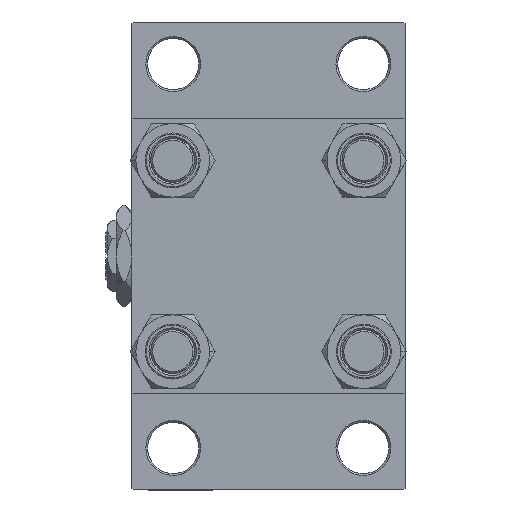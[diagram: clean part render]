
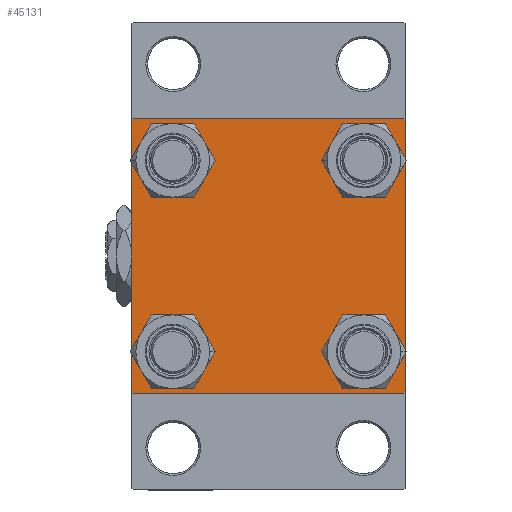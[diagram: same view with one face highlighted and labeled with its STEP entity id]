
A CAD part, left-side view. The second image highlights one B-rep face of the part: STEP entity #45131.
In plain terms, the highlighted planar face has unit normal (-1, 0, 0).
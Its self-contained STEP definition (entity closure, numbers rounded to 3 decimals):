
#456 = VECTOR ( 'NONE', #8322, 1000. ) ;
#964 = CARTESIAN_POINT ( 'NONE',  ( 0., 26.15, -19.65 ) ) ;
#1097 = CARTESIAN_POINT ( 'NONE',  ( 0., 37.5, 37.5 ) ) ;
#1116 = CARTESIAN_POINT ( 'NONE',  ( 0., 37.25, -37.25 ) ) ;
#1227 = VECTOR ( 'NONE', #23164, 1000. ) ;
#1434 = ORIENTED_EDGE ( 'NONE', *, *, #9165, .F. ) ;
#1756 = AXIS2_PLACEMENT_3D ( 'NONE', #44362, #17206, #35916 ) ;
#1866 = VECTOR ( 'NONE', #10934, 1000. ) ;
#2199 = FACE_BOUND ( 'NONE', #3550, .T. ) ;
#2329 = AXIS2_PLACEMENT_3D ( 'NONE', #20152, #46821, #12669 ) ;
#2602 = CARTESIAN_POINT ( 'NONE',  ( 0., 26.15, -32.65 ) ) ;
#3045 = EDGE_CURVE ( 'NONE', #27297, #12998, #32627, .T. ) ;
#3550 = EDGE_LOOP ( 'NONE', ( #45009, #36109 ) ) ;
#3593 = AXIS2_PLACEMENT_3D ( 'NONE', #43652, #39186, #39432 ) ;
#3750 = CIRCLE ( 'NONE', #48291, 6.5 ) ;
#3991 = CARTESIAN_POINT ( 'NONE',  ( 0., -37., -37.5 ) ) ;
#4236 = ORIENTED_EDGE ( 'NONE', *, *, #34840, .T. ) ;
#4350 = LINE ( 'NONE', #1097, #456 ) ;
#4511 = DIRECTION ( 'NONE',  ( 0., 0., 1. ) ) ;
#5103 = DIRECTION ( 'NONE',  ( 0., -0.707, -0.707 ) ) ;
#5198 = AXIS2_PLACEMENT_3D ( 'NONE', #30317, #11349, #30064 ) ;
#5222 = VERTEX_POINT ( 'NONE', #2602 ) ;
#5740 = CIRCLE ( 'NONE', #1756, 6.5 ) ;
#5810 = CIRCLE ( 'NONE', #43243, 6.5 ) ;
#5820 = EDGE_LOOP ( 'NONE', ( #39846, #34545 ) ) ;
#6070 = ORIENTED_EDGE ( 'NONE', *, *, #13551, .F. ) ;
#6192 = CARTESIAN_POINT ( 'NONE',  ( 0., -37.25, -37.25 ) ) ;
#6393 = VERTEX_POINT ( 'NONE', #48788 ) ;
#6959 = CARTESIAN_POINT ( 'NONE',  ( 0., -37.5, -37. ) ) ;
#7151 = EDGE_CURVE ( 'NONE', #20185, #9228, #30638, .T. ) ;
#7218 = ORIENTED_EDGE ( 'NONE', *, *, #35556, .T. ) ;
#7997 = CARTESIAN_POINT ( 'NONE',  ( 0., -26.15, 26.15 ) ) ;
#8322 = DIRECTION ( 'NONE',  ( 0., -1., 0. ) ) ;
#8369 = VECTOR ( 'NONE', #5103, 1000. ) ;
#8662 = VECTOR ( 'NONE', #18149, 1000. ) ;
#8719 = ORIENTED_EDGE ( 'NONE', *, *, #19347, .T. ) ;
#8733 = DIRECTION ( 'NONE',  ( 1., 0., 0. ) ) ;
#9165 = EDGE_CURVE ( 'NONE', #46794, #44371, #4350, .T. ) ;
#9222 = VECTOR ( 'NONE', #12800, 1000. ) ;
#9228 = VERTEX_POINT ( 'NONE', #21029 ) ;
#10934 = DIRECTION ( 'NONE',  ( 0., 0.707, 0.707 ) ) ;
#11349 = DIRECTION ( 'NONE',  ( 1., 0., 0. ) ) ;
#12436 = FACE_BOUND ( 'NONE', #5820, .T. ) ;
#12505 = VERTEX_POINT ( 'NONE', #6959 ) ;
#12605 = EDGE_CURVE ( 'NONE', #20847, #39910, #41355, .T. ) ;
#12669 = DIRECTION ( 'NONE',  ( 0., 0., 1. ) ) ;
#12686 = DIRECTION ( 'NONE',  ( -1., 0., 0. ) ) ;
#12800 = DIRECTION ( 'NONE',  ( 0., 0., -1. ) ) ;
#12998 = VERTEX_POINT ( 'NONE', #46515 ) ;
#13551 = EDGE_CURVE ( 'NONE', #39043, #12505, #31757, .T. ) ;
#13771 = DIRECTION ( 'NONE',  ( 0., 0., 1. ) ) ;
#13984 = VERTEX_POINT ( 'NONE', #33039 ) ;
#15106 = EDGE_CURVE ( 'NONE', #24467, #21116, #3750, .T. ) ;
#15355 = CARTESIAN_POINT ( 'NONE',  ( 0., 37.5, 37. ) ) ;
#15444 = CIRCLE ( 'NONE', #35354, 6.5 ) ;
#16348 = CIRCLE ( 'NONE', #5198, 6.5 ) ;
#16426 = FACE_BOUND ( 'NONE', #40819, .T. ) ;
#17206 = DIRECTION ( 'NONE',  ( 1., 0., 0. ) ) ;
#17289 = EDGE_LOOP ( 'NONE', ( #35391, #7218 ) ) ;
#17358 = ORIENTED_EDGE ( 'NONE', *, *, #27842, .T. ) ;
#18149 = DIRECTION ( 'NONE',  ( 0., -0.707, 0.707 ) ) ;
#18248 = CARTESIAN_POINT ( 'NONE',  ( 0., -26.15, -26.15 ) ) ;
#19306 = ORIENTED_EDGE ( 'NONE', *, *, #15106, .T. ) ;
#19347 = EDGE_CURVE ( 'NONE', #39910, #12505, #49045, .T. ) ;
#19433 = VECTOR ( 'NONE', #33800, 1000. ) ;
#20152 = CARTESIAN_POINT ( 'NONE',  ( 0., -26.15, -26.15 ) ) ;
#20185 = VERTEX_POINT ( 'NONE', #42698 ) ;
#20847 = VERTEX_POINT ( 'NONE', #40733 ) ;
#21029 = CARTESIAN_POINT ( 'NONE',  ( 0., 26.15, 19.65 ) ) ;
#21116 = VERTEX_POINT ( 'NONE', #29225 ) ;
#21852 = DIRECTION ( 'NONE',  ( 1., 0., 0. ) ) ;
#21930 = CARTESIAN_POINT ( 'NONE',  ( 0., -37.25, 37.25 ) ) ;
#22332 = CARTESIAN_POINT ( 'NONE',  ( 0., 37.25, 37.25 ) ) ;
#23164 = DIRECTION ( 'NONE',  ( 0., -1., 0. ) ) ;
#23480 = EDGE_CURVE ( 'NONE', #6393, #13984, #23839, .T. ) ;
#23839 = CIRCLE ( 'NONE', #2329, 6.5 ) ;
#23918 = ORIENTED_EDGE ( 'NONE', *, *, #29792, .T. ) ;
#24467 = VERTEX_POINT ( 'NONE', #39886 ) ;
#24525 = EDGE_CURVE ( 'NONE', #24649, #5222, #5740, .T. ) ;
#24649 = VERTEX_POINT ( 'NONE', #964 ) ;
#25352 = DIRECTION ( 'NONE',  ( 0., 0., 1. ) ) ;
#25444 = CARTESIAN_POINT ( 'NONE',  ( 0., -37.5, 37. ) ) ;
#26699 = EDGE_CURVE ( 'NONE', #21116, #24467, #5810, .T. ) ;
#27127 = ORIENTED_EDGE ( 'NONE', *, *, #26699, .T. ) ;
#27297 = VERTEX_POINT ( 'NONE', #15355 ) ;
#27649 = FACE_OUTER_BOUND ( 'NONE', #34826, .T. ) ;
#27796 = LINE ( 'NONE', #1116, #8369 ) ;
#27842 = EDGE_CURVE ( 'NONE', #39043, #44371, #40611, .T. ) ;
#28125 = CARTESIAN_POINT ( 'NONE',  ( 0., -37., 37.5 ) ) ;
#28767 = EDGE_CURVE ( 'NONE', #13984, #6393, #15444, .T. ) ;
#29225 = CARTESIAN_POINT ( 'NONE',  ( 0., -26.15, 19.65 ) ) ;
#29613 = CARTESIAN_POINT ( 'NONE',  ( 0., 37.5, 37.5 ) ) ;
#29792 = EDGE_CURVE ( 'NONE', #46794, #27297, #40774, .T. ) ;
#29932 = CARTESIAN_POINT ( 'NONE',  ( 0., 26.15, 26.15 ) ) ;
#30064 = DIRECTION ( 'NONE',  ( 0., 0., 1. ) ) ;
#30317 = CARTESIAN_POINT ( 'NONE',  ( 0., 26.15, -26.15 ) ) ;
#30638 = CIRCLE ( 'NONE', #3593, 6.5 ) ;
#30867 = AXIS2_PLACEMENT_3D ( 'NONE', #29932, #48620, #45128 ) ;
#31638 = FACE_BOUND ( 'NONE', #17289, .T. ) ;
#31757 = LINE ( 'NONE', #46951, #9222 ) ;
#32627 = LINE ( 'NONE', #29613, #45600 ) ;
#33039 = CARTESIAN_POINT ( 'NONE',  ( 0., -26.15, -32.65 ) ) ;
#33361 = DIRECTION ( 'NONE',  ( 0., 0., -1. ) ) ;
#33800 = DIRECTION ( 'NONE',  ( 0., 0.707, -0.707 ) ) ;
#34545 = ORIENTED_EDGE ( 'NONE', *, *, #41041, .T. ) ;
#34826 = EDGE_LOOP ( 'NONE', ( #43086, #4236, #43223, #8719, #6070, #17358, #1434, #23918 ) ) ;
#34840 = EDGE_CURVE ( 'NONE', #12998, #20847, #27796, .T. ) ;
#35354 = AXIS2_PLACEMENT_3D ( 'NONE', #18248, #47916, #13771 ) ;
#35391 = ORIENTED_EDGE ( 'NONE', *, *, #24525, .T. ) ;
#35556 = EDGE_CURVE ( 'NONE', #5222, #24649, #16348, .T. ) ;
#35916 = DIRECTION ( 'NONE',  ( 0., 0., 1. ) ) ;
#36109 = ORIENTED_EDGE ( 'NONE', *, *, #28767, .T. ) ;
#38038 = AXIS2_PLACEMENT_3D ( 'NONE', #46836, #12686, #43085 ) ;
#38603 = CARTESIAN_POINT ( 'NONE',  ( 0., 37.5, -37.5 ) ) ;
#39043 = VERTEX_POINT ( 'NONE', #25444 ) ;
#39186 = DIRECTION ( 'NONE',  ( 1., 0., 0. ) ) ;
#39432 = DIRECTION ( 'NONE',  ( 0., 0., 1. ) ) ;
#39846 = ORIENTED_EDGE ( 'NONE', *, *, #7151, .T. ) ;
#39886 = CARTESIAN_POINT ( 'NONE',  ( 0., -26.15, 32.65 ) ) ;
#39910 = VERTEX_POINT ( 'NONE', #3991 ) ;
#40611 = LINE ( 'NONE', #21930, #1866 ) ;
#40733 = CARTESIAN_POINT ( 'NONE',  ( 0., 37., -37.5 ) ) ;
#40774 = LINE ( 'NONE', #22332, #19433 ) ;
#40819 = EDGE_LOOP ( 'NONE', ( #19306, #27127 ) ) ;
#41041 = EDGE_CURVE ( 'NONE', #9228, #20185, #44361, .T. ) ;
#41355 = LINE ( 'NONE', #38603, #1227 ) ;
#42698 = CARTESIAN_POINT ( 'NONE',  ( 0., 26.15, 32.65 ) ) ;
#42845 = PLANE ( 'NONE',  #38038 ) ;
#43085 = DIRECTION ( 'NONE',  ( 0., 0., 1. ) ) ;
#43086 = ORIENTED_EDGE ( 'NONE', *, *, #3045, .T. ) ;
#43223 = ORIENTED_EDGE ( 'NONE', *, *, #12605, .T. ) ;
#43243 = AXIS2_PLACEMENT_3D ( 'NONE', #7997, #8733, #4511 ) ;
#43432 = CARTESIAN_POINT ( 'NONE',  ( 0., 37., 37.5 ) ) ;
#43652 = CARTESIAN_POINT ( 'NONE',  ( 0., 26.15, 26.15 ) ) ;
#44276 = CARTESIAN_POINT ( 'NONE',  ( 0., -26.15, 26.15 ) ) ;
#44361 = CIRCLE ( 'NONE', #30867, 6.5 ) ;
#44362 = CARTESIAN_POINT ( 'NONE',  ( 0., 26.15, -26.15 ) ) ;
#44371 = VERTEX_POINT ( 'NONE', #28125 ) ;
#45009 = ORIENTED_EDGE ( 'NONE', *, *, #23480, .T. ) ;
#45128 = DIRECTION ( 'NONE',  ( 0., 0., 1. ) ) ;
#45131 = ADVANCED_FACE ( 'NONE', ( #16426, #2199, #31638, #12436, #27649 ), #42845, .T. ) ;
#45600 = VECTOR ( 'NONE', #33361, 1000. ) ;
#46515 = CARTESIAN_POINT ( 'NONE',  ( 0., 37.5, -37. ) ) ;
#46794 = VERTEX_POINT ( 'NONE', #43432 ) ;
#46821 = DIRECTION ( 'NONE',  ( 1., 0., 0. ) ) ;
#46836 = CARTESIAN_POINT ( 'NONE',  ( 0., 0., 0. ) ) ;
#46951 = CARTESIAN_POINT ( 'NONE',  ( 0., -37.5, 37.5 ) ) ;
#47916 = DIRECTION ( 'NONE',  ( 1., 0., 0. ) ) ;
#48291 = AXIS2_PLACEMENT_3D ( 'NONE', #44276, #21852, #25352 ) ;
#48620 = DIRECTION ( 'NONE',  ( 1., 0., 0. ) ) ;
#48788 = CARTESIAN_POINT ( 'NONE',  ( 0., -26.15, -19.65 ) ) ;
#49045 = LINE ( 'NONE', #6192, #8662 ) ;
